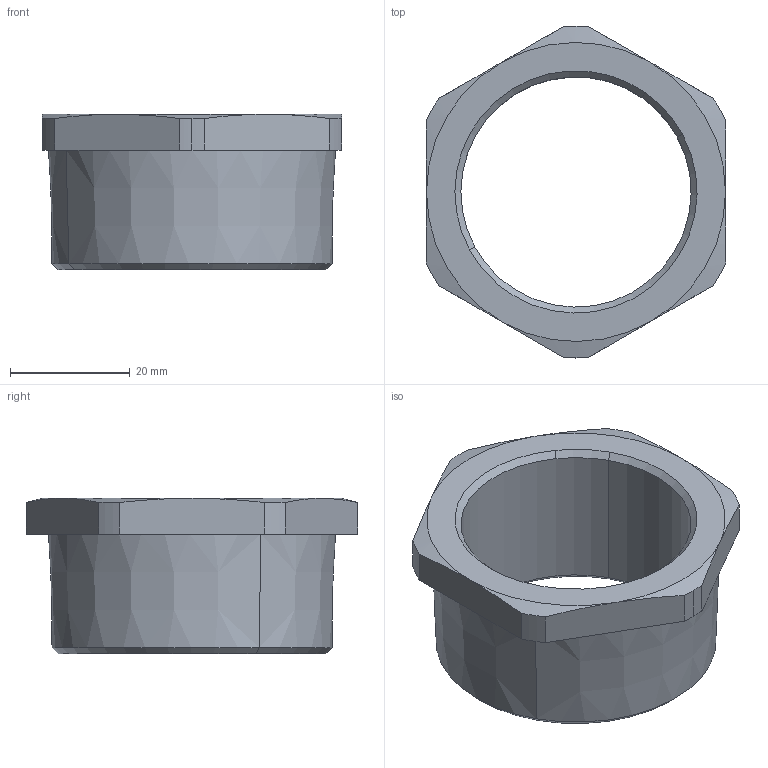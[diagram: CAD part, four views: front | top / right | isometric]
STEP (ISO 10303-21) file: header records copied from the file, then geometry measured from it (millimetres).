
FILE_DESCRIPTION(('CATIA V5 STEP Exchange','CAx-IF Rec.Pracs.--- Model Styling and Organization---1.4--- 2014-01-23'),'2;1');
FILE_NAME ('175884-1_0_1263240000_1263240000.stp','2022-12-20T02:38:16+00:00',('none'),('Weidmueller'),'CATIA Version 5-6 Release 2016 SP3 HF44','CATIA V5 STEP AP214','none');
FILE_SCHEMA(('AUTOMOTIVE_DESIGN { 1 0 10303 214 1 1 1 1 }'));
Length unit declared in the file: millimetre
Products named in the file (1): ADAPS NPT1-1/2-M40-W
Bounding box: 50 x 55.5 x 26 mm (x, y, z)
Volume: 17696.8 mm3; surface area: 8756 mm2
Topology: 1 solids, 1 shells, 38 faces, 97 edges, 62 vertices
Faces by surface type: cone 19, cylinder 10, plane 9
Entity records: 1113 total; most frequent: CARTESIAN_POINT 245, ORIENTED_EDGE 194, DIRECTION 135, EDGE_CURVE 97, AXIS2_PLACEMENT_3D 73, VERTEX_POINT 62, CIRCLE 46, EDGE_LOOP 41
